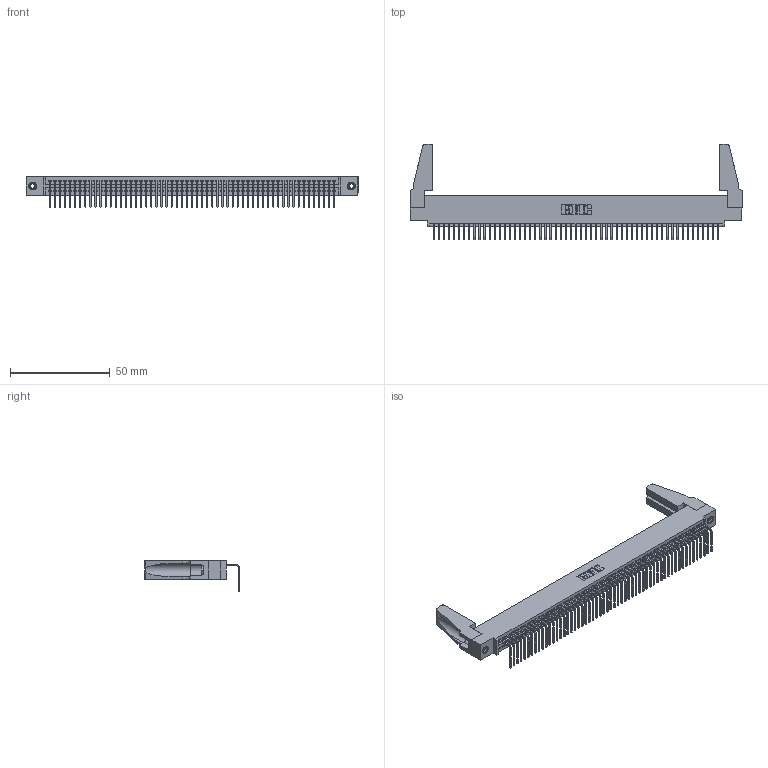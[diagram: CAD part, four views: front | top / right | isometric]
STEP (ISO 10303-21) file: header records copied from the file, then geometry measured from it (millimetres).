
FILE_DESCRIPTION (( 'STEP AP203' ), '1' );
FILE_NAME ('395-057-558-488.STEP', '2019-10-11T15:34:46', ( '' ), ( '' ), 'SwSTEP 2.0', 'SolidWorks 2016', '' );
FILE_SCHEMA (( 'CONFIG_CONTROL_DESIGN' ));
Length unit declared in the file: inch
Products named in the file (5): 345-250-001_345-250-001-102; 345-220-078_345-220-088; 395-057-558-488; 345 Part_0.110 Offset - 0.156 Dia-TH; 345-292-001_558 Tail - 2
Assembly tree (62 placements, depth 2):
  395-057-558-488
    345 Part_0.110 Offset - 0.156 Dia-TH
    345-292-001_558 Tail - 2  x57
    345-250-001_345-250-001-102  x2
    345-220-078_345-220-088  x2
Bounding box: 166.01 x 47.49 x 15.37 mm (x, y, z)
Volume: 19260.1 mm3; surface area: 25803.6 mm2
Topology: 62 solids, 62 shells, 3674 faces, 11041 edges, 7274 vertices
Faces by surface type: plane 2550, cylinder 1108, cone 12, torus 4
Entity records: 43244 total; most frequent: CARTESIAN_POINT 7481, ORIENTED_EDGE 7432, DIRECTION 6518, EDGE_CURVE 3716, LINE 3314, VECTOR 3314, VERTEX_POINT 2470, AXIS2_PLACEMENT_3D 1602
